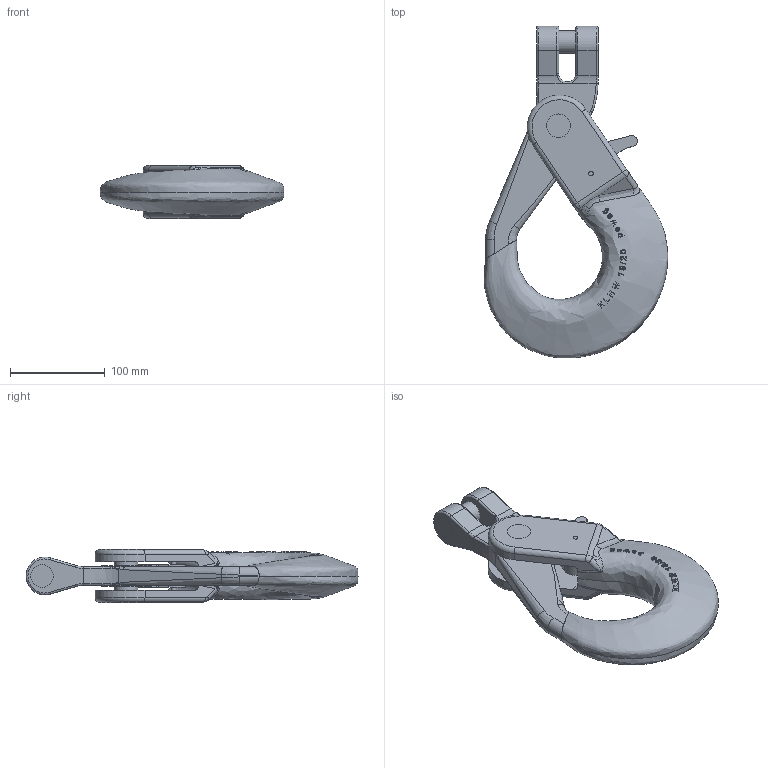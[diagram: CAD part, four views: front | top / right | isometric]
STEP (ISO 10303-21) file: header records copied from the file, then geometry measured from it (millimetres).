
FILE_DESCRIPTION(/* description */ (''),/* implementation_level */ '2;1');
FILE_NAME(/* name */ 'KLHW 19_20 Kundenmodell zusammenbau.stp',/* time_stamp */ '2011-12-23T14:33:58+01:00',/* author */ (''),/* organization */ (''),/* preprocessor_version */ 'ST-DEVELOPER v11',/* originating_system */ 'SIEMENS PLM Software NX 7.5',/* authorisation */ '');
FILE_SCHEMA (('AUTOMOTIVE_DESIGN { 1 0 10303 214 1 1 1 1 }'));
Length unit declared in the file: millimetre
Products named in the file (1): kse9A0Cnjjq
Bounding box: 193.79 x 350.7 x 56 mm (x, y, z)
Volume: 1187541.2 mm3; surface area: 169569.5 mm2
Topology: 21 solids, 21 shells, 328 faces, 788 edges, 501 vertices
Faces by surface type: plane 136, bspline 62, cylinder 58, extrusion 50, torus 22
Full cylindrical faces by diameter (mm): 5 x3, 6.3 x1, 24 x4, 25 x4
Entity records: 16034 total; most frequent: CARTESIAN_POINT 9212, ORIENTED_EDGE 1524, DIRECTION 1035, EDGE_CURVE 762, VERTEX_POINT 490, B_SPLINE_CURVE_WITH_KNOTS 389, AXIS2_PLACEMENT_3D 373, EDGE_LOOP 370
